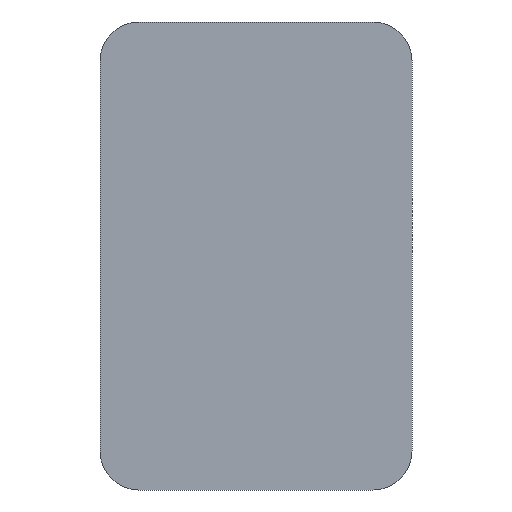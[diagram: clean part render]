
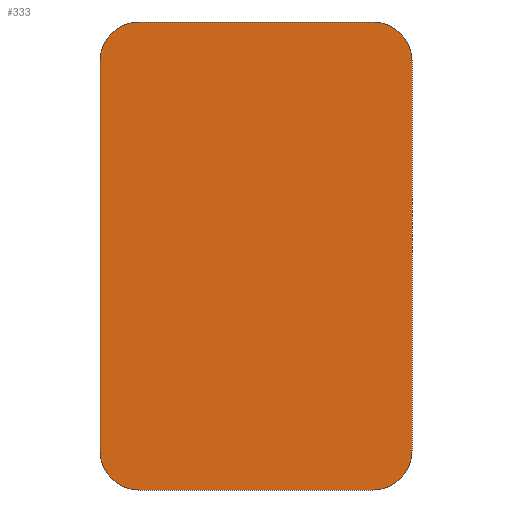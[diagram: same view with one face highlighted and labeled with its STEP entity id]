
A CAD part, front view. The second image highlights one B-rep face of the part: STEP entity #333.
In plain terms, the highlighted planar face has unit normal (0, -1, 0).
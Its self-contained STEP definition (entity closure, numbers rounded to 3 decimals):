
#9 = CARTESIAN_POINT ( 'NONE',  ( 8., 0., 0. ) ) ;
#11 = CIRCLE ( 'NONE', #341, 1. ) ;
#15 = DIRECTION ( 'NONE',  ( 0., 0., -1. ) ) ;
#49 = DIRECTION ( 'NONE',  ( 0., 0., -1. ) ) ;
#59 = LINE ( 'NONE', #494, #139 ) ;
#62 = DIRECTION ( 'NONE',  ( -1., 0., 0. ) ) ;
#69 = AXIS2_PLACEMENT_3D ( 'NONE', #352, #385, #49 ) ;
#78 = CARTESIAN_POINT ( 'NONE',  ( 1., 0., -12. ) ) ;
#86 = CARTESIAN_POINT ( 'NONE',  ( 0., 0., 0. ) ) ;
#89 = DIRECTION ( 'NONE',  ( 0., 0., 1. ) ) ;
#93 = CARTESIAN_POINT ( 'NONE',  ( 8., 0., -1. ) ) ;
#97 = LINE ( 'NONE', #251, #242 ) ;
#127 = DIRECTION ( 'NONE',  ( 0., 0., -1. ) ) ;
#129 = VERTEX_POINT ( 'NONE', #78 ) ;
#134 = VERTEX_POINT ( 'NONE', #476 ) ;
#137 = CIRCLE ( 'NONE', #264, 1. ) ;
#139 = VECTOR ( 'NONE', #209, 1000. ) ;
#150 = EDGE_CURVE ( 'NONE', #430, #129, #207, .T. ) ;
#159 = AXIS2_PLACEMENT_3D ( 'NONE', #188, #388, #345 ) ;
#162 = DIRECTION ( 'NONE',  ( 0., -1., 0. ) ) ;
#164 = EDGE_CURVE ( 'NONE', #304, #208, #137, .T. ) ;
#168 = CARTESIAN_POINT ( 'NONE',  ( 1., 0., 0. ) ) ;
#174 = EDGE_CURVE ( 'NONE', #134, #302, #381, .T. ) ;
#186 = EDGE_CURVE ( 'NONE', #353, #302, #312, .T. ) ;
#188 = CARTESIAN_POINT ( 'NONE',  ( 7., 0., -11. ) ) ;
#200 = CARTESIAN_POINT ( 'NONE',  ( 0., 0., -1. ) ) ;
#202 = DIRECTION ( 'NONE',  ( 0., -1., 0. ) ) ;
#206 = CARTESIAN_POINT ( 'NONE',  ( 0., 0., 0. ) ) ;
#207 = CIRCLE ( 'NONE', #69, 1. ) ;
#208 = VERTEX_POINT ( 'NONE', #200 ) ;
#209 = DIRECTION ( 'NONE',  ( 1., 0., 0. ) ) ;
#222 = EDGE_CURVE ( 'NONE', #353, #367, #11, .T. ) ;
#232 = DIRECTION ( 'NONE',  ( 0., 0., -1. ) ) ;
#236 = DIRECTION ( 'NONE',  ( 0., 0., -1. ) ) ;
#239 = CARTESIAN_POINT ( 'NONE',  ( 8., 0., -11. ) ) ;
#240 = ORIENTED_EDGE ( 'NONE', *, *, #164, .T. ) ;
#242 = VECTOR ( 'NONE', #62, 1000. ) ;
#245 = PLANE ( 'NONE',  #499 ) ;
#249 = ORIENTED_EDGE ( 'NONE', *, *, #360, .F. ) ;
#251 = CARTESIAN_POINT ( 'NONE',  ( 0., 0., -12. ) ) ;
#264 = AXIS2_PLACEMENT_3D ( 'NONE', #276, #432, #232 ) ;
#276 = CARTESIAN_POINT ( 'NONE',  ( 1., 0., -1. ) ) ;
#279 = EDGE_CURVE ( 'NONE', #430, #208, #449, .T. ) ;
#281 = CARTESIAN_POINT ( 'NONE',  ( 7., 0., -1. ) ) ;
#293 = ORIENTED_EDGE ( 'NONE', *, *, #186, .F. ) ;
#296 = VECTOR ( 'NONE', #89, 1000. ) ;
#298 = CARTESIAN_POINT ( 'NONE',  ( 0., 0., -11. ) ) ;
#302 = VERTEX_POINT ( 'NONE', #239 ) ;
#304 = VERTEX_POINT ( 'NONE', #168 ) ;
#308 = EDGE_CURVE ( 'NONE', #304, #367, #59, .T. ) ;
#312 = LINE ( 'NONE', #9, #465 ) ;
#322 = ORIENTED_EDGE ( 'NONE', *, *, #222, .T. ) ;
#332 = ORIENTED_EDGE ( 'NONE', *, *, #174, .T. ) ;
#333 = ADVANCED_FACE ( 'NONE', ( #364 ), #245, .T. ) ;
#338 = EDGE_LOOP ( 'NONE', ( #249, #332, #293, #322, #444, #240, #447, #438 ) ) ;
#341 = AXIS2_PLACEMENT_3D ( 'NONE', #281, #202, #15 ) ;
#345 = DIRECTION ( 'NONE',  ( 0., 0., -1. ) ) ;
#352 = CARTESIAN_POINT ( 'NONE',  ( 1., 0., -11. ) ) ;
#353 = VERTEX_POINT ( 'NONE', #93 ) ;
#360 = EDGE_CURVE ( 'NONE', #134, #129, #97, .T. ) ;
#364 = FACE_OUTER_BOUND ( 'NONE', #338, .T. ) ;
#367 = VERTEX_POINT ( 'NONE', #501 ) ;
#381 = CIRCLE ( 'NONE', #159, 1. ) ;
#385 = DIRECTION ( 'NONE',  ( 0., -1., 0. ) ) ;
#388 = DIRECTION ( 'NONE',  ( 0., -1., 0. ) ) ;
#430 = VERTEX_POINT ( 'NONE', #298 ) ;
#432 = DIRECTION ( 'NONE',  ( 0., -1., 0. ) ) ;
#438 = ORIENTED_EDGE ( 'NONE', *, *, #150, .T. ) ;
#444 = ORIENTED_EDGE ( 'NONE', *, *, #308, .F. ) ;
#447 = ORIENTED_EDGE ( 'NONE', *, *, #279, .F. ) ;
#449 = LINE ( 'NONE', #86, #296 ) ;
#465 = VECTOR ( 'NONE', #236, 1000. ) ;
#476 = CARTESIAN_POINT ( 'NONE',  ( 7., 0., -12. ) ) ;
#494 = CARTESIAN_POINT ( 'NONE',  ( 0., 0., 0. ) ) ;
#499 = AXIS2_PLACEMENT_3D ( 'NONE', #206, #162, #127 ) ;
#501 = CARTESIAN_POINT ( 'NONE',  ( 7., 0., 0. ) ) ;
